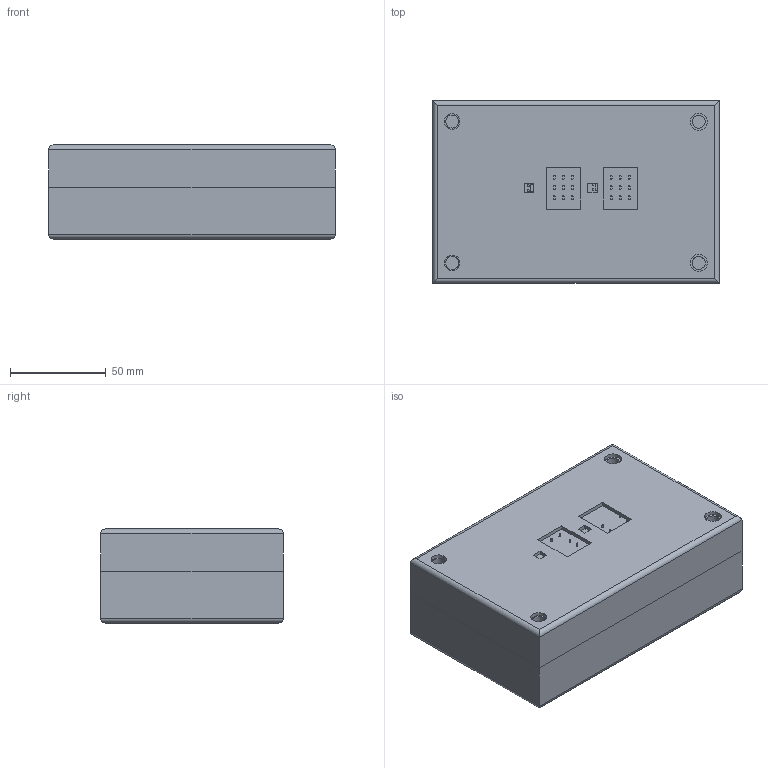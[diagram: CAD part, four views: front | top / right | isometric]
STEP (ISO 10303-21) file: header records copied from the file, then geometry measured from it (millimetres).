
FILE_DESCRIPTION(/* description */ (''),/* implementation_level */ '2;1');
FILE_NAME(/* name */ 'phaser_assembly v2.step',/* time_stamp */ '2025-12-26T00:31:12-06:00',/* author */ (''),/* organization */ (''),/* preprocessor_version */ 'ST-DEVELOPER v20.1',/* originating_system */ 'Autodesk Translation Framework v14.21.0.0',/* authorisation */ '');
FILE_SCHEMA (('AUTOMOTIVE_DESIGN { 1 0 10303 214 3 1 1 }'));
Length unit declared in the file: millimetre
Products named in the file (12): phaser_assembly; DE_circuits 1; D_MELF; DE_circuits_PCB; LED_D1.8mm_W1.8mm_H2.4mm_Horizontal_O1.27mm_Z1.6mm; DIP-8_W7.62mm; CP_Radial_D4.0mm_P1.50mm; C_Disc_D5.0mm_W2.5mm_P2.50mm; R_Axial_DIN0309_L9.0mm_D3.2mm_P12.70mm_Horizontal; TO-92L; Enclosure_top; Enclosure_Bottom
Assembly tree (53 placements, depth 3):
  phaser_assembly
    DE_circuits 1
      LED_D1.8mm_W1.8mm_H2.4mm_Horizontal_O1.27mm_Z1.6mm  x2
      DIP-8_W7.62mm  x3
      R_Axial_DIN0309_L9.0mm_D3.2mm_P12.70mm_Horizontal  x27
      TO-92L  x4
      C_Disc_D5.0mm_W2.5mm_P2.50mm  x10
      D_MELF
      CP_Radial_D4.0mm_P1.50mm  x2
      DE_circuits_PCB
    Enclosure_top
    Enclosure_Bottom
Bounding box: 149.4 x 95.2 x 49 mm (x, y, z)
Volume: 190115.3 mm3; surface area: 133332.6 mm2
Topology: 56 solids, 58 shells, 1555 faces, 3701 edges, 2378 vertices
Faces by surface type: plane 903, cylinder 490, torus 72, bspline 70, sphere 20
Full cylindrical faces by diameter (mm): 0.3 x4, 0.5 x20, 0.6 x4, 0.7 x108, 0.75 x12, 0.8 x98, 0.9 x10, 1.199 x2, 1.2 x3, 1.6 x4, 1.8 x2, 2.1 x2, 2.12 x1, 2.2 x2, 2.8 x2, 2.88 x27, 3.2 x54, 6.8 x8, 8.026 x2, 8.121 x2, 8.9 x2, 8.901 x2
Entity records: 21117 total; most frequent: CARTESIAN_POINT 3998, DIRECTION 3444, ORIENTED_EDGE 3198, EDGE_CURVE 1599, AXIS2_PLACEMENT_3D 1194, LINE 1056, VECTOR 1056, VERTEX_POINT 1038
